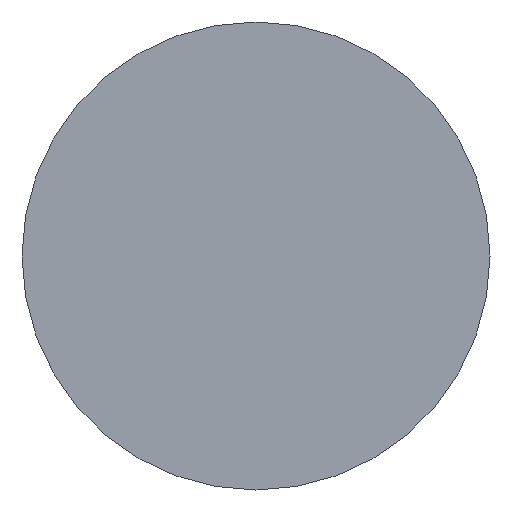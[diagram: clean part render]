
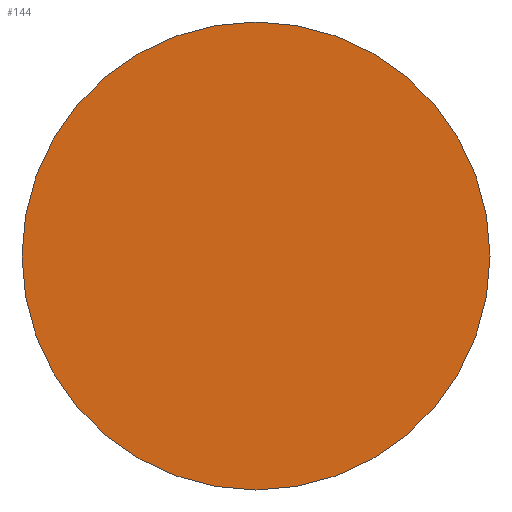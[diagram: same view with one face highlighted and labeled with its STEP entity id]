
A CAD part, left-side view. The second image highlights one B-rep face of the part: STEP entity #144.
In plain terms, the highlighted planar face has unit normal (-1, 0, 0).
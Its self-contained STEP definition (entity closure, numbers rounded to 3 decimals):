
#9 = CIRCLE ( 'NONE', #109, 16. ) ;
#11 = CARTESIAN_POINT ( 'NONE',  ( 0., 0., 0. ) ) ;
#23 = EDGE_CURVE ( 'NONE', #297, #272, #9, .T. ) ;
#34 = DIRECTION ( 'NONE',  ( 0., 0., 1. ) ) ;
#51 = AXIS2_PLACEMENT_3D ( 'NONE', #11, #250, #112 ) ;
#70 = CARTESIAN_POINT ( 'NONE',  ( 0., 0., 0. ) ) ;
#101 = AXIS2_PLACEMENT_3D ( 'NONE', #117, #289, #151 ) ;
#109 = AXIS2_PLACEMENT_3D ( 'NONE', #70, #207, #34 ) ;
#112 = DIRECTION ( 'NONE',  ( 0., 0., 1. ) ) ;
#117 = CARTESIAN_POINT ( 'NONE',  ( 0., 0., 0. ) ) ;
#126 = ORIENTED_EDGE ( 'NONE', *, *, #23, .T. ) ;
#139 = EDGE_CURVE ( 'NONE', #272, #297, #224, .T. ) ;
#144 = ADVANCED_FACE ( 'NONE', ( #209 ), #279, .F. ) ;
#151 = DIRECTION ( 'NONE',  ( 0., 0., -1. ) ) ;
#207 = DIRECTION ( 'NONE',  ( -1., 0., 0. ) ) ;
#209 = FACE_OUTER_BOUND ( 'NONE', #299, .T. ) ;
#224 = CIRCLE ( 'NONE', #51, 16. ) ;
#239 = CARTESIAN_POINT ( 'NONE',  ( 0., 0., -16. ) ) ;
#250 = DIRECTION ( 'NONE',  ( -1., 0., 0. ) ) ;
#260 = ORIENTED_EDGE ( 'NONE', *, *, #139, .T. ) ;
#266 = CARTESIAN_POINT ( 'NONE',  ( 0., 0., 16. ) ) ;
#272 = VERTEX_POINT ( 'NONE', #239 ) ;
#279 = PLANE ( 'NONE',  #101 ) ;
#289 = DIRECTION ( 'NONE',  ( 1., 0., 0. ) ) ;
#297 = VERTEX_POINT ( 'NONE', #266 ) ;
#299 = EDGE_LOOP ( 'NONE', ( #126, #260 ) ) ;
